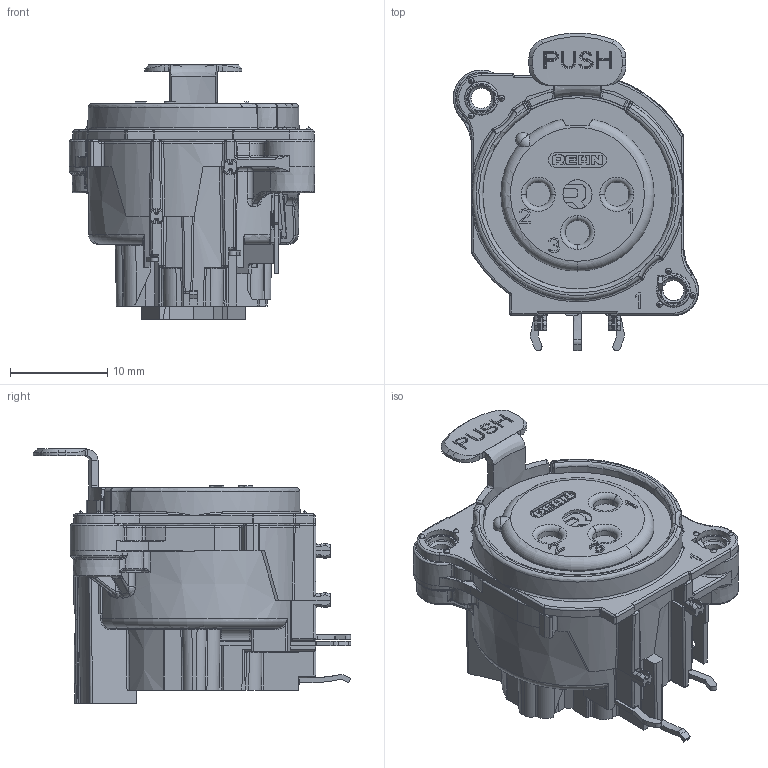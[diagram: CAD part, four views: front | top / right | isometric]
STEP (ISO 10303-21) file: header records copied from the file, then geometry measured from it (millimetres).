
FILE_DESCRIPTION((''),'2;1');
FILE_NAME('RRX3F-B-010','2024-04-26T09:13:27',('summer.xia'),(''),'CREO PARAMETRIC BY PTC INC, 2023424','CREO PARAMETRIC BY PTC INC, 2023424','');
FILE_SCHEMA(('CONFIG_CONTROL_DESIGN'));
Products named in the file (1): RRX3F-B-010
Bounding box: 25.3 x 32.7 x 26.2 mm (x, y, z)
Volume: 7465.7 mm3; surface area: 3934.5 mm2
Topology: 1 solids, 7 shells, 1680 faces, 4545 edges, 2830 vertices
Faces by surface type: plane 850, cylinder 380, bspline 150, torus 141, cone 82, sphere 55, extrusion 22
Entity records: 59114 total; most frequent: CARTESIAN_POINT 18668, ORIENTED_EDGE 9012, DIRECTION 7705, EDGE_CURVE 4506, VERTEX_POINT 2830, AXIS2_PLACEMENT_3D 2579, VECTOR 2547, LINE 2525
